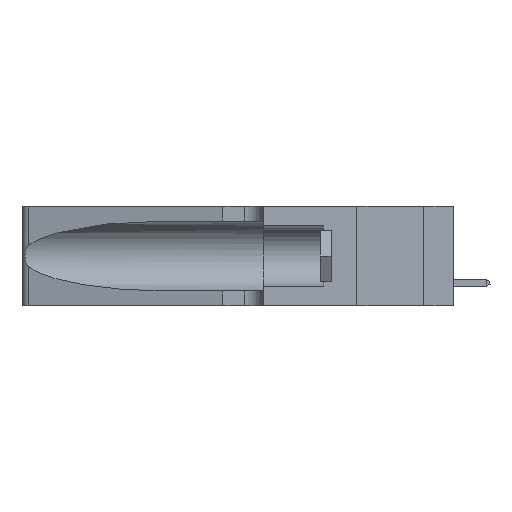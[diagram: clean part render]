
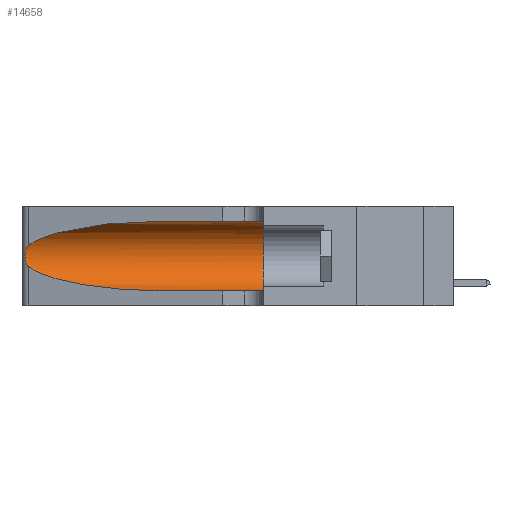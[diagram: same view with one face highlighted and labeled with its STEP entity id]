
A CAD part, left-side view. The second image highlights one B-rep face of the part: STEP entity #14658.
In plain terms, the highlighted cylindrical face has radius 3.308 mm (diameter 6.617 mm), a partial arc.
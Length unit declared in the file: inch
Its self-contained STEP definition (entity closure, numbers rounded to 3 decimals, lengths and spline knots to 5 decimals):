
#1147 = EDGE_CURVE ( 'NONE', #3018, #16773, #12145, .T. ) ;
#1290 = VERTEX_POINT ( 'NONE', #21616 ) ;
#1387 = CARTESIAN_POINT ( 'NONE',  ( 0.25787, 1.23484, 0.2124 ) ) ;
#1775 = CARTESIAN_POINT ( 'NONE',  ( 0.1305, 0.72297, 0.05475 ) ) ;
#2667 = DIRECTION ( 'NONE',  ( 0., -1., 0. ) ) ;
#3018 = VERTEX_POINT ( 'NONE', #17879 ) ;
#3078 = CARTESIAN_POINT ( 'NONE',  ( 0.25789, 1.23486, 0.15765 ) ) ;
#3300 = DIRECTION ( 'NONE',  ( 0., -1., 0. ) ) ;
#3378 = CARTESIAN_POINT ( 'NONE',  ( 0.25555, 1.22994, 0.2215 ) ) ;
#3877 = CARTESIAN_POINT ( 'NONE',  ( 0.1305, 0.35, 0.185 ) ) ;
#4631 = VECTOR ( 'NONE', #5491, 39.37008 ) ;
#4840 = CARTESIAN_POINT ( 'NONE',  ( 0.1305, 1.61858, 0.185 ) ) ;
#5319 = ORIENTED_EDGE ( 'NONE', *, *, #20987, .T. ) ;
#5491 = DIRECTION ( 'NONE',  ( 0., -1., 0. ) ) ;
#5531 = LINE ( 'NONE', #13297, #21535 ) ;
#5816 = DIRECTION ( 'NONE',  ( 0., 1., 0. ) ) ;
#6246 = EDGE_CURVE ( 'NONE', #17129, #14087, #6903, .T. ) ;
#6673 = EDGE_CURVE ( 'NONE', #17129, #8518, #5531, .T. ) ;
#6784 = ORIENTED_EDGE ( 'NONE', *, *, #22748, .T. ) ;
#6903 =( BOUNDED_CURVE ( )  B_SPLINE_CURVE ( 3, ( #22266, #22188, #13678, #17014 ),
 .UNSPECIFIED., .F., .F. ) 
 B_SPLINE_CURVE_WITH_KNOTS ( ( 4, 4 ),
 ( 1.5708, 2.84003 ),
 .UNSPECIFIED. ) 
 CURVE ( )  GEOMETRIC_REPRESENTATION_ITEM ( )  RATIONAL_B_SPLINE_CURVE ( ( 1., 0.87, 0.87, 1. ) ) 
 REPRESENTATION_ITEM ( '' )  );
#7359 = ORIENTED_EDGE ( 'NONE', *, *, #1147, .T. ) ;
#7406 = CARTESIAN_POINT ( 'NONE',  ( 0.1305, 0.72297, 0.31525 ) ) ;
#8321 = DIRECTION ( 'NONE',  ( 0., 0., -1. ) ) ;
#8329 = CARTESIAN_POINT ( 'NONE',  ( 0.25856, 1.23593, 0.16098 ) ) ;
#8518 = VERTEX_POINT ( 'NONE', #15386 ) ;
#9193 = AXIS2_PLACEMENT_3D ( 'NONE', #4840, #3300, #8321 ) ;
#9301 = LINE ( 'NONE', #21240, #4631 ) ;
#10401 = CARTESIAN_POINT ( 'NONE',  ( 0.26017, 1.23833, 0.17102 ) ) ;
#10728 = EDGE_CURVE ( 'NONE', #8518, #1290, #16665, .T. ) ;
#11361 = CARTESIAN_POINT ( 'NONE',  ( 0.25487, 1.22718, 0.22369 ) ) ;
#12111 = CARTESIAN_POINT ( 'NONE',  ( 0.25487, 1.22718, 0.14631 ) ) ;
#12145 =( BOUNDED_CURVE ( )  B_SPLINE_CURVE ( 3, ( #12475, #17765, #12406, #1775 ),
 .UNSPECIFIED., .F., .T. ) 
 B_SPLINE_CURVE_WITH_KNOTS ( ( 4, 4 ),
 ( 3.44316, 4.71239 ),
 .UNSPECIFIED. ) 
 CURVE ( )  GEOMETRIC_REPRESENTATION_ITEM ( )  RATIONAL_B_SPLINE_CURVE ( ( 1., 0.87, 0.87, 1. ) ) 
 REPRESENTATION_ITEM ( '' )  );
#12406 = CARTESIAN_POINT ( 'NONE',  ( 0.18966, 0.96281, 0.05475 ) ) ;
#12475 = CARTESIAN_POINT ( 'NONE',  ( 0.25487, 1.22718, 0.14631 ) ) ;
#12483 = ORIENTED_EDGE ( 'NONE', *, *, #6673, .F. ) ;
#13297 = CARTESIAN_POINT ( 'NONE',  ( 0.1305, 1.61858, 0.31525 ) ) ;
#13421 = FACE_OUTER_BOUND ( 'NONE', #14230, .T. ) ;
#13678 = CARTESIAN_POINT ( 'NONE',  ( 0.2373, 1.15595, 0.28018 ) ) ;
#13736 = CARTESIAN_POINT ( 'NONE',  ( 0.26018, 1.23835, 0.19895 ) ) ;
#14087 = VERTEX_POINT ( 'NONE', #11361 ) ;
#14230 = EDGE_LOOP ( 'NONE', ( #22362, #6784, #7359, #5319, #17227, #12483 ) ) ;
#14235 = CYLINDRICAL_SURFACE ( 'NONE', #9193, 0.13025 ) ;
#14658 = ADVANCED_FACE ( 'NONE', ( #13421 ), #14235, .F. ) ;
#15335 = CARTESIAN_POINT ( 'NONE',  ( 0.1305, 0.72297, 0.05475 ) ) ;
#15386 = CARTESIAN_POINT ( 'NONE',  ( 0.1305, 0.35, 0.31525 ) ) ;
#15521 = CARTESIAN_POINT ( 'NONE',  ( 0.26075, 1.23896, 0.19203 ) ) ;
#15687 = CARTESIAN_POINT ( 'NONE',  ( 0.25854, 1.2359, 0.20912 ) ) ;
#16665 = CIRCLE ( 'NONE', #18200, 0.13025 ) ;
#16773 = VERTEX_POINT ( 'NONE', #15335 ) ;
#17014 = CARTESIAN_POINT ( 'NONE',  ( 0.25487, 1.22718, 0.22369 ) ) ;
#17129 = VERTEX_POINT ( 'NONE', #7406 ) ;
#17227 = ORIENTED_EDGE ( 'NONE', *, *, #10728, .F. ) ;
#17478 = CARTESIAN_POINT ( 'NONE',  ( 0.25639, 1.23186, 0.15144 ) ) ;
#17765 = CARTESIAN_POINT ( 'NONE',  ( 0.2373, 1.15595, 0.08982 ) ) ;
#17879 = CARTESIAN_POINT ( 'NONE',  ( 0.25487, 1.22718, 0.14631 ) ) ;
#18200 = AXIS2_PLACEMENT_3D ( 'NONE', #3877, #5816, #19593 ) ;
#18927 = CARTESIAN_POINT ( 'NONE',  ( 0.25639, 1.23184, 0.21858 ) ) ;
#19223 = CARTESIAN_POINT ( 'NONE',  ( 0.26075, 1.23896, 0.178 ) ) ;
#19593 = DIRECTION ( 'NONE',  ( 0., 0., 1. ) ) ;
#20745 = CARTESIAN_POINT ( 'NONE',  ( 0.25487, 1.22718, 0.22369 ) ) ;
#20987 = EDGE_CURVE ( 'NONE', #16773, #1290, #9301, .T. ) ;
#21240 = CARTESIAN_POINT ( 'NONE',  ( 0.1305, 1.61858, 0.05475 ) ) ;
#21535 = VECTOR ( 'NONE', #2667, 39.37008 ) ;
#21616 = CARTESIAN_POINT ( 'NONE',  ( 0.1305, 0.35, 0.05475 ) ) ;
#22188 = CARTESIAN_POINT ( 'NONE',  ( 0.18966, 0.96281, 0.31525 ) ) ;
#22266 = CARTESIAN_POINT ( 'NONE',  ( 0.1305, 0.72297, 0.31525 ) ) ;
#22362 = ORIENTED_EDGE ( 'NONE', *, *, #6246, .T. ) ;
#22418 = B_SPLINE_CURVE_WITH_KNOTS ( 'NONE', 3,
 ( #20745, #3378, #18927, #1387, #15687, #13736, #15521, #19223, #10401, #8329, #3078, #17478, #22717, #12111 ),
 .UNSPECIFIED., .F., .F.,
 ( 4, 2, 2, 2, 2, 2, 4 ),
 ( 0., 0.00027, 0.00053, 0.00107, 0.0016, 0.00187, 0.00214 ),
 .UNSPECIFIED. ) ;
#22717 = CARTESIAN_POINT ( 'NONE',  ( 0.25555, 1.22993, 0.14849 ) ) ;
#22748 = EDGE_CURVE ( 'NONE', #14087, #3018, #22418, .T. ) ;
